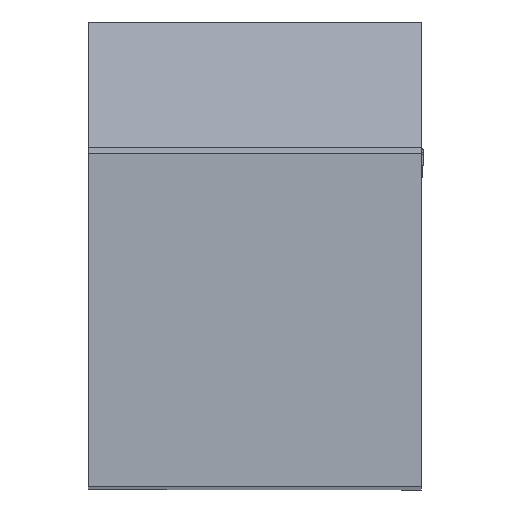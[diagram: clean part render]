
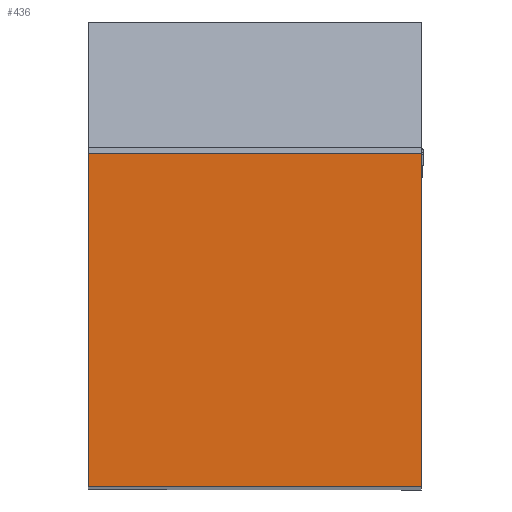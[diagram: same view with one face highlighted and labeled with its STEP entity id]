
A CAD part, top view. The second image highlights one B-rep face of the part: STEP entity #436.
In plain terms, the highlighted planar face has unit normal (0, 0, 1).
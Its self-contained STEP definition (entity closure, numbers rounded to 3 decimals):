
#114=PLANE('',#3814);
#436=ADVANCED_FACE('',(#716),#114,.F.);
#716=FACE_OUTER_BOUND('',#925,.T.);
#925=EDGE_LOOP('',(#2114,#2115,#2116,#2117));
#2114=ORIENTED_EDGE('',*,*,#2988,.T.);
#2115=ORIENTED_EDGE('',*,*,#3024,.T.);
#2116=ORIENTED_EDGE('',*,*,#3020,.F.);
#2117=ORIENTED_EDGE('',*,*,#3025,.F.);
#2497=VERTEX_POINT('',#6860);
#2498=VERTEX_POINT('',#6862);
#2522=VERTEX_POINT('',#6924);
#2523=VERTEX_POINT('',#6926);
#2988=EDGE_CURVE('',#2498,#2497,#3234,.T.);
#3020=EDGE_CURVE('',#2522,#2523,#3262,.T.);
#3024=EDGE_CURVE('',#2497,#2523,#3266,.T.);
#3025=EDGE_CURVE('',#2498,#2522,#3267,.T.);
#3234=LINE('',#6861,#3470);
#3262=LINE('',#6925,#3498);
#3266=LINE('',#6933,#3502);
#3267=LINE('',#6934,#3503);
#3470=VECTOR('',#4564,1.);
#3498=VECTOR('',#4614,1.);
#3502=VECTOR('',#4620,1.);
#3503=VECTOR('',#4621,1.);
#3814=AXIS2_PLACEMENT_3D('',#6935,#4622,#4623);
#4564=DIRECTION('',(0.,1.,0.));
#4614=DIRECTION('',(0.,1.,0.));
#4620=DIRECTION('',(-1.,0.,0.));
#4621=DIRECTION('',(-1.,0.,0.));
#4622=DIRECTION('',(0.,0.,-1.));
#4623=DIRECTION('',(-1.,0.,0.));
#6860=CARTESIAN_POINT('',(19.9,19.9,0.));
#6861=CARTESIAN_POINT('',(19.9,40.,0.));
#6862=CARTESIAN_POINT('',(19.9,0.,0.));
#6924=CARTESIAN_POINT('',(0.,0.,0.));
#6925=CARTESIAN_POINT('',(0.,40.,0.));
#6926=CARTESIAN_POINT('',(0.,19.9,0.));
#6933=CARTESIAN_POINT('',(0.,19.9,0.));
#6934=CARTESIAN_POINT('',(0.,0.,0.));
#6935=CARTESIAN_POINT('',(0.,19.9,0.));
